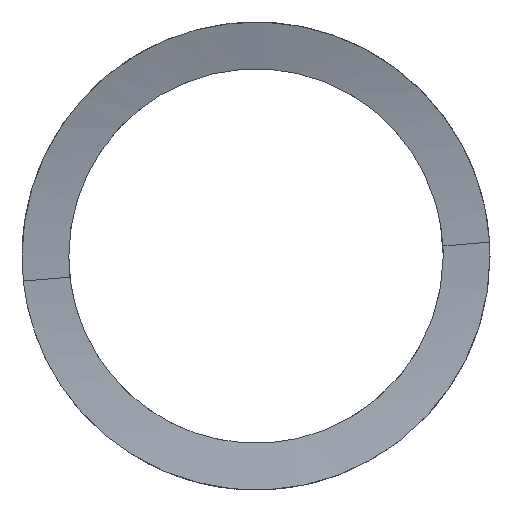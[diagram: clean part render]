
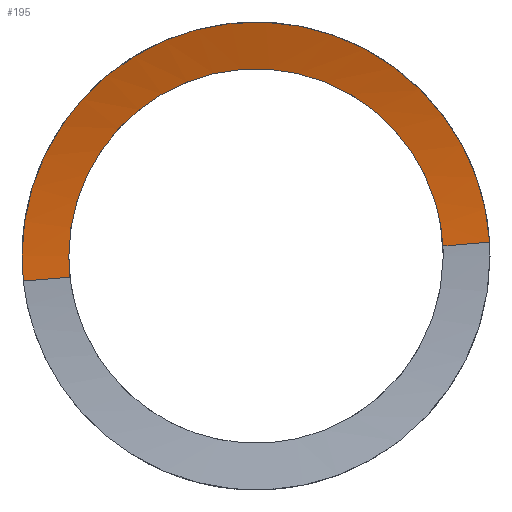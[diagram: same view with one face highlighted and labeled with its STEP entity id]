
A CAD part, left-side view. The second image highlights one B-rep face of the part: STEP entity #195.
In plain terms, the highlighted cylindrical face has radius 24 mm (diameter 48 mm), a partial arc.
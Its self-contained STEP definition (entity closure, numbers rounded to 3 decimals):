
#52=CARTESIAN_POINT('Axis2P3D Location',(8.671,96.29,-8.042)) ;
#64=CARTESIAN_POINT('Vertex',(23.558,-5.991,0.321)) ;
#83=CARTESIAN_POINT('Vertex',(24.634,5.962,-0.678)) ;
#86=CARTESIAN_POINT('Line Origine',(32.575,94.137,-8.042)) ;
#90=CARTESIAN_POINT('Vertex',(24.769,7.457,-0.803)) ;
#120=CARTESIAN_POINT('Vertex',(23.423,-7.487,0.446)) ;
#123=CARTESIAN_POINT('Line Origine',(32.575,94.137,-8.042)) ;
#138=CARTESIAN_POINT('Control Point',(24.634,5.962,-0.678)) ;
#139=CARTESIAN_POINT('Control Point',(24.636,5.987,-0.453)) ;
#140=CARTESIAN_POINT('Control Point',(24.634,6.,-0.226)) ;
#141=CARTESIAN_POINT('Control Point',(24.628,6.,0.)) ;
#142=CARTESIAN_POINT('Vertex',(24.628,6.,0.)) ;
#146=CARTESIAN_POINT('Control Point',(24.628,6.,0.)) ;
#147=CARTESIAN_POINT('Control Point',(24.612,6.,0.554)) ;
#148=CARTESIAN_POINT('Control Point',(24.575,5.936,1.108)) ;
#149=CARTESIAN_POINT('Control Point',(24.517,5.808,1.65)) ;
#150=CARTESIAN_POINT('Control Point',(24.301,5.265,3.156)) ;
#151=CARTESIAN_POINT('Control Point',(23.984,4.259,4.415)) ;
#152=CARTESIAN_POINT('Control Point',(23.765,3.437,5.083)) ;
#153=CARTESIAN_POINT('Control Point',(23.395,1.564,6.021)) ;
#154=CARTESIAN_POINT('Control Point',(23.224,-0.553,6.109)) ;
#155=CARTESIAN_POINT('Control Point',(23.208,-1.599,5.922)) ;
#156=CARTESIAN_POINT('Control Point',(23.281,-3.603,5.088)) ;
#157=CARTESIAN_POINT('Control Point',(23.449,-5.07,3.486)) ;
#158=CARTESIAN_POINT('Control Point',(23.528,-5.624,2.497)) ;
#159=CARTESIAN_POINT('Control Point',(23.563,-5.933,1.415)) ;
#160=CARTESIAN_POINT('Control Point',(23.558,-5.991,0.321)) ;
#163=CARTESIAN_POINT('Control Point',(24.759,7.5,0.)) ;
#164=CARTESIAN_POINT('Control Point',(24.736,7.5,0.692)) ;
#165=CARTESIAN_POINT('Control Point',(24.681,7.42,1.383)) ;
#166=CARTESIAN_POINT('Control Point',(24.595,7.261,2.059)) ;
#167=CARTESIAN_POINT('Control Point',(24.272,6.573,3.968)) ;
#168=CARTESIAN_POINT('Control Point',(23.798,5.296,5.556)) ;
#169=CARTESIAN_POINT('Control Point',(23.47,4.241,6.401)) ;
#170=CARTESIAN_POINT('Control Point',(22.971,1.994,7.493)) ;
#171=CARTESIAN_POINT('Control Point',(22.771,-0.524,7.612)) ;
#172=CARTESIAN_POINT('Control Point',(22.761,-1.677,7.444)) ;
#173=CARTESIAN_POINT('Control Point',(22.888,-4.192,6.563)) ;
#174=CARTESIAN_POINT('Control Point',(23.194,-6.127,4.703)) ;
#175=CARTESIAN_POINT('Control Point',(23.356,-6.942,3.394)) ;
#176=CARTESIAN_POINT('Control Point',(23.431,-7.398,1.93)) ;
#177=CARTESIAN_POINT('Control Point',(23.423,-7.487,0.446)) ;
#178=CARTESIAN_POINT('Vertex',(24.759,7.5,0.)) ;
#182=CARTESIAN_POINT('Control Point',(24.769,7.457,-0.803)) ;
#183=CARTESIAN_POINT('Control Point',(24.771,7.486,-0.536)) ;
#184=CARTESIAN_POINT('Control Point',(24.768,7.5,-0.268)) ;
#185=CARTESIAN_POINT('Control Point',(24.759,7.5,0.)) ;
#53=DIRECTION('Axis2P3D Direction',(0.089,0.993,-0.083)) ;
#54=DIRECTION('Axis2P3D XDirection',(-0.996,0.09,0.)) ;
#87=DIRECTION('Vector Direction',(0.089,0.993,-0.083)) ;
#124=DIRECTION('Vector Direction',(0.089,0.993,-0.083)) ;
#55=AXIS2_PLACEMENT_3D('Cylinder Axis2P3D',#52,#53,#54) ;
#188=ORIENTED_EDGE('',*,*,#144,.T.) ;
#189=ORIENTED_EDGE('',*,*,#161,.T.) ;
#190=ORIENTED_EDGE('',*,*,#127,.F.) ;
#191=ORIENTED_EDGE('',*,*,#180,.F.) ;
#192=ORIENTED_EDGE('',*,*,#186,.F.) ;
#193=ORIENTED_EDGE('',*,*,#92,.F.) ;
#88=VECTOR('Line Direction',#87,1.) ;
#125=VECTOR('Line Direction',#124,1.) ;
#195=ADVANCED_FACE('Corps principal',(#194),#56,.F.) ;
#137=B_SPLINE_CURVE_WITH_KNOTS('',3,(#138,#139,#140,#141),.UNSPECIFIED.,.F.,.U.,(4,4),(0.,0.96),.UNSPECIFIED.) ;
#145=B_SPLINE_CURVE_WITH_KNOTS('',5,(#146,#147,#148,#149,#150,#151,#152,#153,#154,#155,#156,#157,#158,#159,#160),.UNSPECIFIED.,.F.,.U.,(6,3,3,3,6),(0.,3.921,11.348,18.612,26.364),.UNSPECIFIED.) ;
#162=B_SPLINE_CURVE_WITH_KNOTS('',5,(#163,#164,#165,#166,#167,#168,#169,#170,#171,#172,#173,#174,#175,#176,#177),.UNSPECIFIED.,.F.,.U.,(6,3,3,3,6),(0.,4.897,14.439,22.452,32.97),.UNSPECIFIED.) ;
#181=B_SPLINE_CURVE_WITH_KNOTS('',3,(#182,#183,#184,#185),.UNSPECIFIED.,.F.,.U.,(4,4),(0.,1.137),.UNSPECIFIED.) ;
#56=CYLINDRICAL_SURFACE('generated cylinder',#55,24.) ;
#92=EDGE_CURVE('',#84,#91,#89,.T.) ;
#127=EDGE_CURVE('',#121,#65,#126,.T.) ;
#144=EDGE_CURVE('',#84,#143,#137,.T.) ;
#161=EDGE_CURVE('',#143,#65,#145,.T.) ;
#180=EDGE_CURVE('',#179,#121,#162,.T.) ;
#186=EDGE_CURVE('',#91,#179,#181,.T.) ;
#187=EDGE_LOOP('',(#188,#189,#190,#191,#192,#193)) ;
#194=FACE_OUTER_BOUND('',#187,.T.) ;
#89=LINE('Line',#86,#88) ;
#126=LINE('Line',#123,#125) ;
#65=VERTEX_POINT('',#64) ;
#84=VERTEX_POINT('',#83) ;
#91=VERTEX_POINT('',#90) ;
#121=VERTEX_POINT('',#120) ;
#143=VERTEX_POINT('',#142) ;
#179=VERTEX_POINT('',#178) ;
